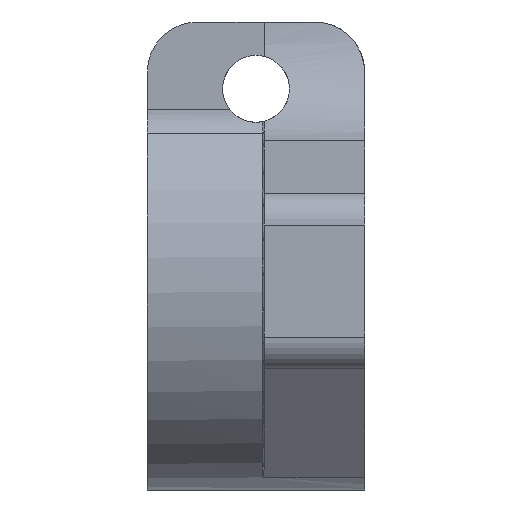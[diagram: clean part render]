
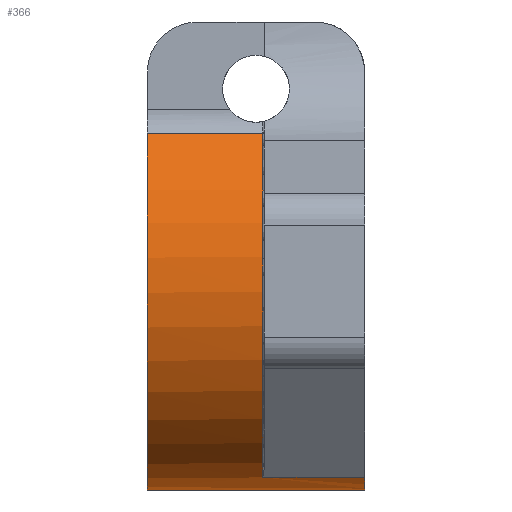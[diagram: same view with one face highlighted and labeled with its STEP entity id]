
A CAD part, left-side view. The second image highlights one B-rep face of the part: STEP entity #366.
In plain terms, the highlighted cylindrical face has radius 12.5 mm (diameter 25 mm), a partial arc.
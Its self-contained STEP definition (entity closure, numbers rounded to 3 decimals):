
#11 = VERTEX_POINT ( 'NONE', #883 ) ;
#28 = LINE ( 'NONE', #770, #1882 ) ;
#141 = CARTESIAN_POINT ( 'NONE',  ( -4.275, 13., -11.746 ) ) ;
#202 = CARTESIAN_POINT ( 'NONE',  ( 0., 13., -12.5 ) ) ;
#284 = DIRECTION ( 'NONE',  ( 0., 1., 0. ) ) ;
#295 = DIRECTION ( 'NONE',  ( 0., 1., 0. ) ) ;
#327 = CIRCLE ( 'NONE', #470, 12.5 ) ;
#333 = VERTEX_POINT ( 'NONE', #1297 ) ;
#339 = EDGE_CURVE ( 'NONE', #1282, #333, #1023, .T. ) ;
#366 = ADVANCED_FACE ( 'NONE', ( #908 ), #1404, .T. ) ;
#425 = CARTESIAN_POINT ( 'NONE',  ( -8.836, 13., 8.841 ) ) ;
#443 = EDGE_CURVE ( 'NONE', #1052, #333, #1683, .T. ) ;
#453 = ORIENTED_EDGE ( 'NONE', *, *, #764, .F. ) ;
#470 = AXIS2_PLACEMENT_3D ( 'NONE', #995, #284, #1473 ) ;
#525 = EDGE_CURVE ( 'NONE', #1114, #1282, #28, .T. ) ;
#562 = ORIENTED_EDGE ( 'NONE', *, *, #339, .T. ) ;
#597 = ORIENTED_EDGE ( 'NONE', *, *, #443, .F. ) ;
#764 = EDGE_CURVE ( 'NONE', #1114, #11, #327, .T. ) ;
#770 = CARTESIAN_POINT ( 'NONE',  ( 0., 13., -12.5 ) ) ;
#801 = AXIS2_PLACEMENT_3D ( 'NONE', #1476, #1618, #1889 ) ;
#811 = CARTESIAN_POINT ( 'NONE',  ( -8.836, 6.1, 8.841 ) ) ;
#815 = DIRECTION ( 'NONE',  ( 0., 1., 0. ) ) ;
#883 = CARTESIAN_POINT ( 'NONE',  ( -8.836, 13., 8.841 ) ) ;
#908 = FACE_OUTER_BOUND ( 'NONE', #1186, .T. ) ;
#918 = DIRECTION ( 'NONE',  ( 0., -1., 0. ) ) ;
#964 = EDGE_CURVE ( 'NONE', #1751, #11, #1010, .T. ) ;
#993 = CARTESIAN_POINT ( 'NONE',  ( 0., 6.1, 0. ) ) ;
#995 = CARTESIAN_POINT ( 'NONE',  ( 0., 13., 0. ) ) ;
#1010 = LINE ( 'NONE', #425, #1474 ) ;
#1023 = CIRCLE ( 'NONE', #1421, 12.5 ) ;
#1041 = CIRCLE ( 'NONE', #1267, 12.5 ) ;
#1052 = VERTEX_POINT ( 'NONE', #1821 ) ;
#1114 = VERTEX_POINT ( 'NONE', #202 ) ;
#1186 = EDGE_LOOP ( 'NONE', ( #453, #1651, #562, #597, #1819, #1577 ) ) ;
#1267 = AXIS2_PLACEMENT_3D ( 'NONE', #993, #1714, #1590 ) ;
#1282 = VERTEX_POINT ( 'NONE', #1322 ) ;
#1297 = CARTESIAN_POINT ( 'NONE',  ( -4.275, 0., -11.746 ) ) ;
#1311 = DIRECTION ( 'NONE',  ( 0., -1., 0. ) ) ;
#1318 = VECTOR ( 'NONE', #1311, 1000. ) ;
#1322 = CARTESIAN_POINT ( 'NONE',  ( 0., 0., -12.5 ) ) ;
#1404 = CYLINDRICAL_SURFACE ( 'NONE', #801, 12.5 ) ;
#1421 = AXIS2_PLACEMENT_3D ( 'NONE', #1873, #815, #1731 ) ;
#1473 = DIRECTION ( 'NONE',  ( 0., 0., -1. ) ) ;
#1474 = VECTOR ( 'NONE', #295, 1000. ) ;
#1476 = CARTESIAN_POINT ( 'NONE',  ( 0., 13., 0. ) ) ;
#1577 = ORIENTED_EDGE ( 'NONE', *, *, #964, .T. ) ;
#1590 = DIRECTION ( 'NONE',  ( 0., 0., 1. ) ) ;
#1618 = DIRECTION ( 'NONE',  ( 0., -1., 0. ) ) ;
#1651 = ORIENTED_EDGE ( 'NONE', *, *, #525, .T. ) ;
#1683 = LINE ( 'NONE', #141, #1318 ) ;
#1714 = DIRECTION ( 'NONE',  ( 0., 1., 0. ) ) ;
#1731 = DIRECTION ( 'NONE',  ( 0., 0., -1. ) ) ;
#1751 = VERTEX_POINT ( 'NONE', #811 ) ;
#1817 = EDGE_CURVE ( 'NONE', #1052, #1751, #1041, .T. ) ;
#1819 = ORIENTED_EDGE ( 'NONE', *, *, #1817, .T. ) ;
#1821 = CARTESIAN_POINT ( 'NONE',  ( -4.275, 6.1, -11.746 ) ) ;
#1873 = CARTESIAN_POINT ( 'NONE',  ( 0., 0., 0. ) ) ;
#1882 = VECTOR ( 'NONE', #918, 1000. ) ;
#1889 = DIRECTION ( 'NONE',  ( 0., 0., -1. ) ) ;
